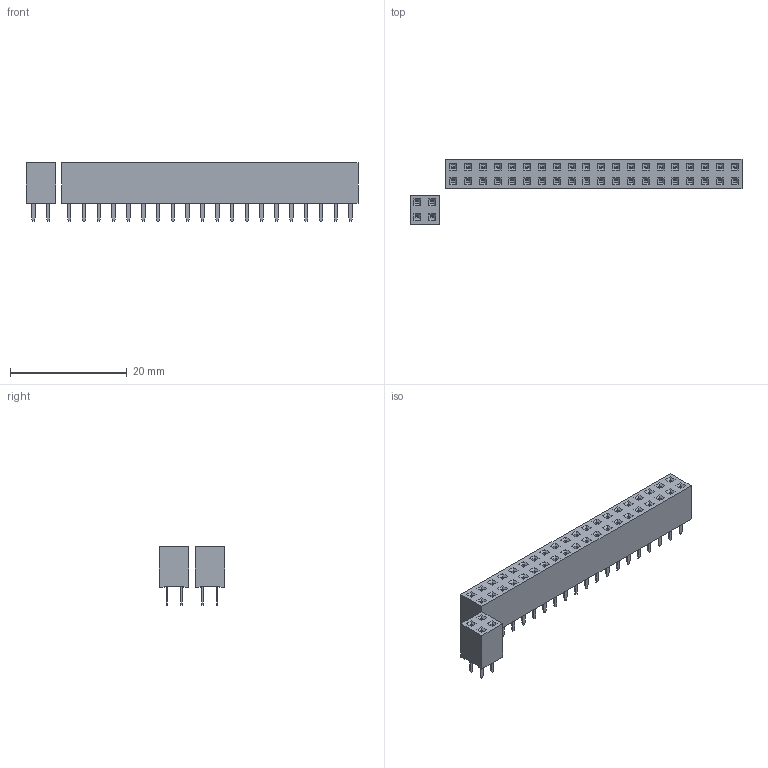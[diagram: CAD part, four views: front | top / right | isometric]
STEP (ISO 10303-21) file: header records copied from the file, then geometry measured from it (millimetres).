
FILE_DESCRIPTION(('FreeCAD Model'),'2;1');
FILE_NAME('RaspberryPi_3BPlus_Headers_cp.step', '2019-09-28T03:09:22',('kicad StepUp'),('ksu MCAD'), 'Open CASCADE STEP processor 7.3','FreeCAD','Unknown');
FILE_SCHEMA(('AUTOMOTIVE_DESIGN { 1 0 10303 214 1 1 1 1 }'));
Length unit declared in the file: millimetre
Products named in the file (1): RaspberryPi_3BPlus_Headers_cp
Bounding box: 56.94 x 11.22 x 10.1 mm (x, y, z)
Volume: 1868.8 mm3; surface area: 2418.9 mm2
Topology: 2 solids, 2 shells, 1384 faces, 3568 edges, 2320 vertices
Faces by surface type: plane 1384
Entity records: 50663 total; most frequent: CARTESIAN_POINT 7273, ORIENTED_EDGE 7136, DIRECTION 6338, EDGE_CURVE 3568, LINE 3568, VECTOR 3568, VERTEX_POINT 2320, FACE_BOUND 1516
